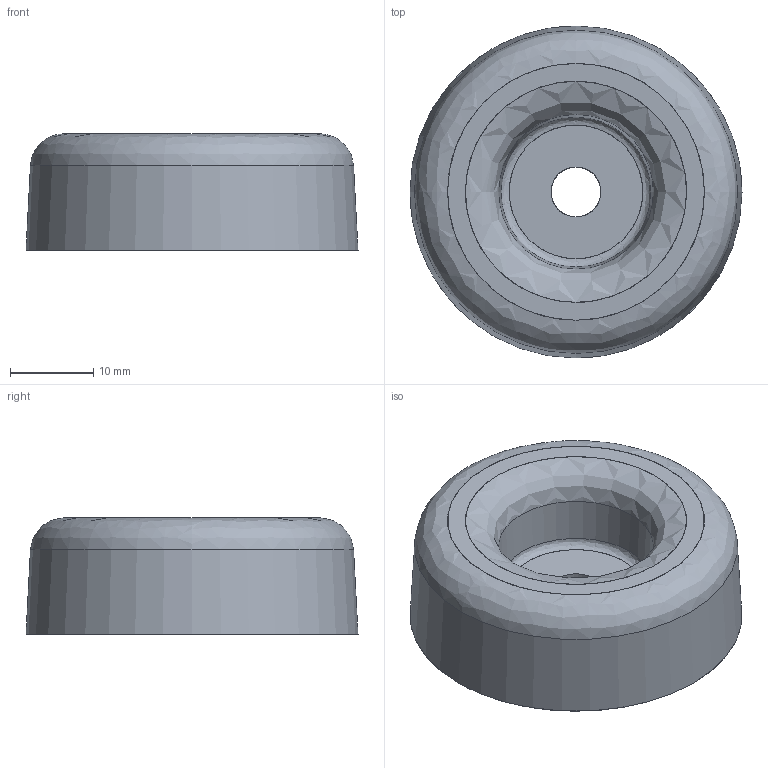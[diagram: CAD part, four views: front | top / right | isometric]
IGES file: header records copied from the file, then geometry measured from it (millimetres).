
Start section: --------------------------------------------------------------------- Generated by CADlook_v18.0 (79.2.1).  Visit http://www.cadlook.com for more information on CADlook translators and viewers. ---------------------------------------------------------------------
Global section: file name: 60-40.igs; native system: CimatronE 13.0; preprocessor: CADlook_v18.0; author: cimatron; organization: None; date: 20190613.160031; units: millimetre
Bounding box: 40 x 40 x 14 mm (x, y, z)
Surface area: 6731.7 mm2 (no closed solid volume)
Topology: 0 solids, 0 shells, 68 faces, 410 edges, 404 vertices
Faces by surface type: revolution 36, bspline 32
